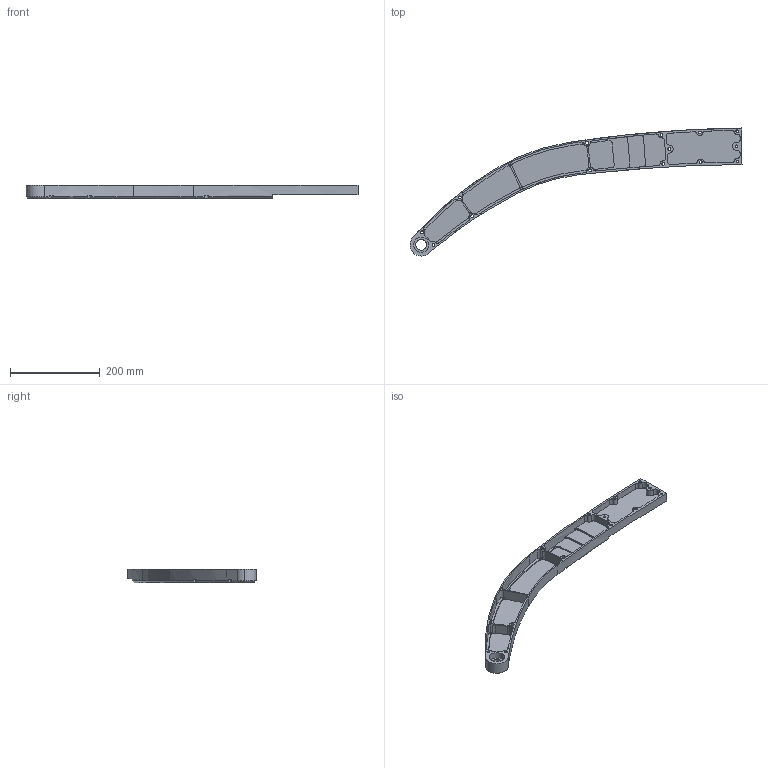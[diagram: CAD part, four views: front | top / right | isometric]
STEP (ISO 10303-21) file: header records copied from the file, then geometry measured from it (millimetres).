
FILE_DESCRIPTION (( 'STEP AP214' ), '1' );
FILE_NAME ('HUMERUS_1_curved-Part1.STEP', '2021-06-21T10:01:33', ( 'Admin' ), ( '' ), 'SwSTEP 2.0', 'SolidWorks 2020', '' );
FILE_SCHEMA (( 'AUTOMOTIVE_DESIGN' ));
Length unit declared in the file: millimetre
Products named in the file (1): HUMERUS_1_curved-Part1
Bounding box: 740.55 x 285.58 x 30 mm (x, y, z)
Volume: 435631.5 mm3; surface area: 215256.8 mm2
Topology: 1 solids, 1 shells, 243 faces, 703 edges, 466 vertices
Faces by surface type: cylinder 172, plane 56, cone 15
Entity records: 8319 total; most frequent: DIRECTION 1577, CARTESIAN_POINT 1452, ORIENTED_EDGE 1406, EDGE_CURVE 703, AXIS2_PLACEMENT_3D 643, VERTEX_POINT 466, CIRCLE 399, LINE 291
